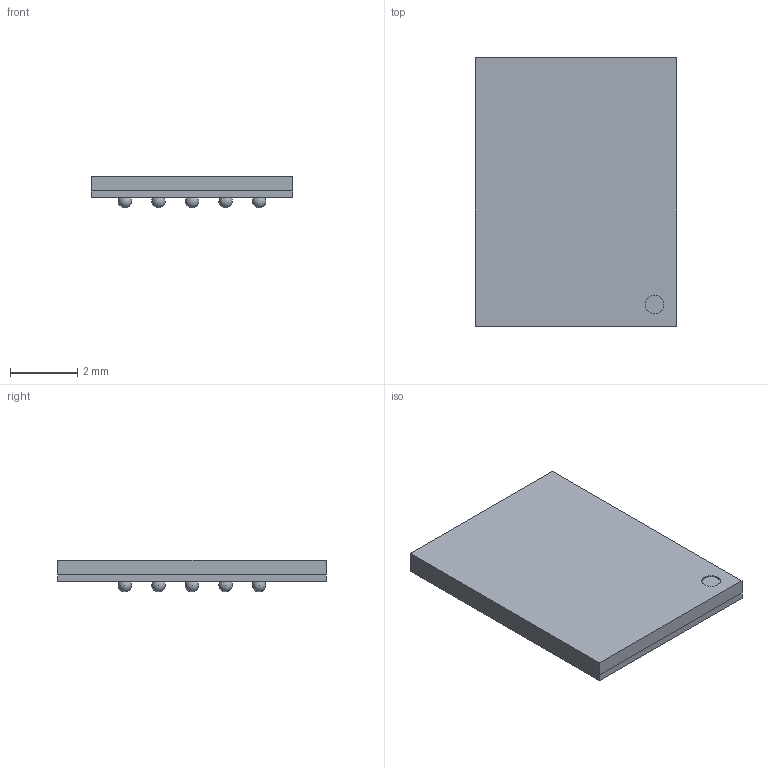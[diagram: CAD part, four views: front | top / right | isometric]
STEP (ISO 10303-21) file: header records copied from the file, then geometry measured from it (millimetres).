
FILE_DESCRIPTION(/* description */ ('Unknown'),/* implementation_level */ '2;1');
FILE_NAME(/* name */ 'MX66UW1G45GXDI00',/* time_stamp */ '2023-12-07T10:48:20+02:00',/* author */ ('Unknown'),/* organization */ ('Unknown'),/* preprocessor_version */ 'ST-DEVELOPER v18.102',/* originating_system */ 'Solid Edge',/* authorisation */ 'Unknown');
FILE_SCHEMA (('AUTOMOTIVE_DESIGN {1 0 10303 214 3 1 1}'));
Length unit declared in the file: millimetre
Products named in the file (1): MX66UW1G45GXDI00
Bounding box: 6 x 8 x 0.95 mm (x, y, z)
Volume: 31.9 mm3; surface area: 121.1 mm2
Topology: 1 solids, 1 shells, 37 faces, 122 edges, 89 vertices
Faces by surface type: sphere 24, plane 12, cylinder 1
Full cylindrical faces by diameter (mm): 0.554 x1
Entity records: 1093 total; most frequent: DIRECTION 151, CARTESIAN_POINT 128, ORIENTED_EDGE 98, EDGE_LOOP 64, FACE_BOUND 64, AXIS2_PLACEMENT_3D 64, EDGE_CURVE 49, VERTEX_POINT 41
